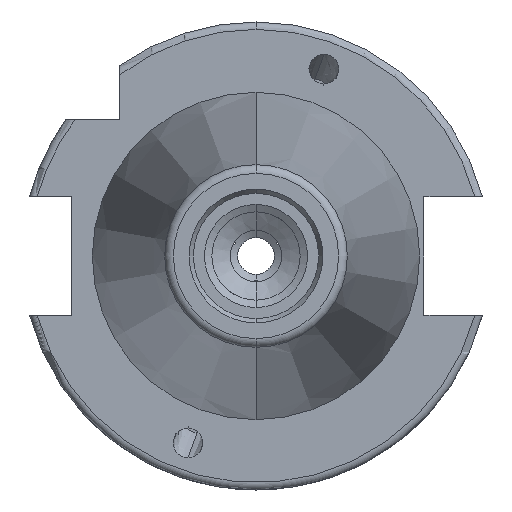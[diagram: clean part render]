
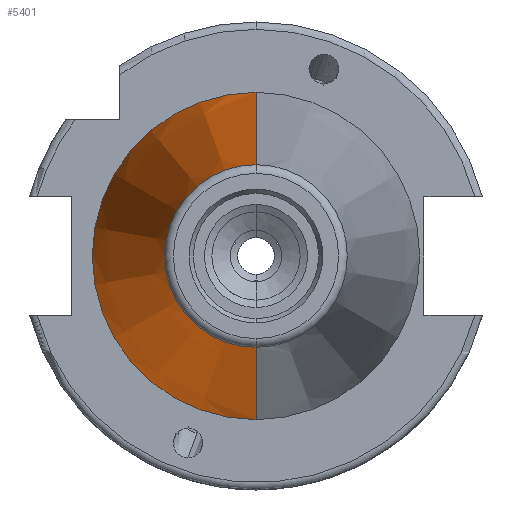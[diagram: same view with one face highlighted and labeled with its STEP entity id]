
A CAD part, left-side view. The second image highlights one B-rep face of the part: STEP entity #5401.
In plain terms, the highlighted conical face has half-angle 8.297 degrees and reference radius 22.225 mm.
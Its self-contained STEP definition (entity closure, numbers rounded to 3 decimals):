
#46 = CIRCLE ( 'NONE', #350, 22.225 ) ;
#350 = AXIS2_PLACEMENT_3D ( 'NONE', #1130, #1125, #1116 ) ;
#501 = VERTEX_POINT ( 'NONE', #3232 ) ;
#595 = CIRCLE ( 'NONE', #836, 12.4 ) ;
#628 = AXIS2_PLACEMENT_3D ( 'NONE', #4519, #4525, #4515 ) ;
#836 = AXIS2_PLACEMENT_3D ( 'NONE', #3632, #3612, #3577 ) ;
#1095 = DIRECTION ( 'NONE',  ( 0.99, 0., -0.144 ) ) ;
#1104 = CARTESIAN_POINT ( 'NONE',  ( 0., 0., -22.225 ) ) ;
#1116 = DIRECTION ( 'NONE',  ( 0., 0., 1. ) ) ;
#1125 = DIRECTION ( 'NONE',  ( -1., 0., 0. ) ) ;
#1130 = CARTESIAN_POINT ( 'NONE',  ( 0., 0., 0. ) ) ;
#1540 = VECTOR ( 'NONE', #5135, 1000. ) ;
#1545 = LINE ( 'NONE', #5097, #1540 ) ;
#1708 = LINE ( 'NONE', #1104, #1778 ) ;
#1778 = VECTOR ( 'NONE', #1095, 1000. ) ;
#1840 = ORIENTED_EDGE ( 'NONE', *, *, #3332, .F. ) ;
#1848 = ORIENTED_EDGE ( 'NONE', *, *, #4225, .T. ) ;
#1883 = ORIENTED_EDGE ( 'NONE', *, *, #3567, .T. ) ;
#1897 = ORIENTED_EDGE ( 'NONE', *, *, #3844, .F. ) ;
#2451 = CARTESIAN_POINT ( 'NONE',  ( 0., 0., -22.225 ) ) ;
#2519 = CARTESIAN_POINT ( 'NONE',  ( -67.373, 0., 12.4 ) ) ;
#2901 = CARTESIAN_POINT ( 'NONE',  ( 0., 0., 22.225 ) ) ;
#3170 = CONICAL_SURFACE ( 'NONE', #628, 22.225, 0.145 ) ;
#3232 = CARTESIAN_POINT ( 'NONE',  ( -67.373, 0., -12.4 ) ) ;
#3233 = FACE_OUTER_BOUND ( 'NONE', #3607, .T. ) ;
#3332 = EDGE_CURVE ( 'NONE', #501, #4746, #1708, .T. ) ;
#3567 = EDGE_CURVE ( 'NONE', #4065, #5667, #1545, .T. ) ;
#3577 = DIRECTION ( 'NONE',  ( 0., 0., 1. ) ) ;
#3607 = EDGE_LOOP ( 'NONE', ( #1897, #1883, #1848, #1840 ) ) ;
#3612 = DIRECTION ( 'NONE',  ( -1., 0., 0. ) ) ;
#3632 = CARTESIAN_POINT ( 'NONE',  ( -67.373, 0., 0. ) ) ;
#3844 = EDGE_CURVE ( 'NONE', #4065, #501, #595, .T. ) ;
#4065 = VERTEX_POINT ( 'NONE', #2519 ) ;
#4225 = EDGE_CURVE ( 'NONE', #5667, #4746, #46, .T. ) ;
#4515 = DIRECTION ( 'NONE',  ( 0., 0., -1. ) ) ;
#4519 = CARTESIAN_POINT ( 'NONE',  ( 0., 0., 0. ) ) ;
#4525 = DIRECTION ( 'NONE',  ( 1., 0., 0. ) ) ;
#4746 = VERTEX_POINT ( 'NONE', #2451 ) ;
#5097 = CARTESIAN_POINT ( 'NONE',  ( 0., 0., 22.225 ) ) ;
#5135 = DIRECTION ( 'NONE',  ( 0.99, 0., 0.144 ) ) ;
#5401 = ADVANCED_FACE ( 'NONE', ( #3233 ), #3170, .T. ) ;
#5667 = VERTEX_POINT ( 'NONE', #2901 ) ;
